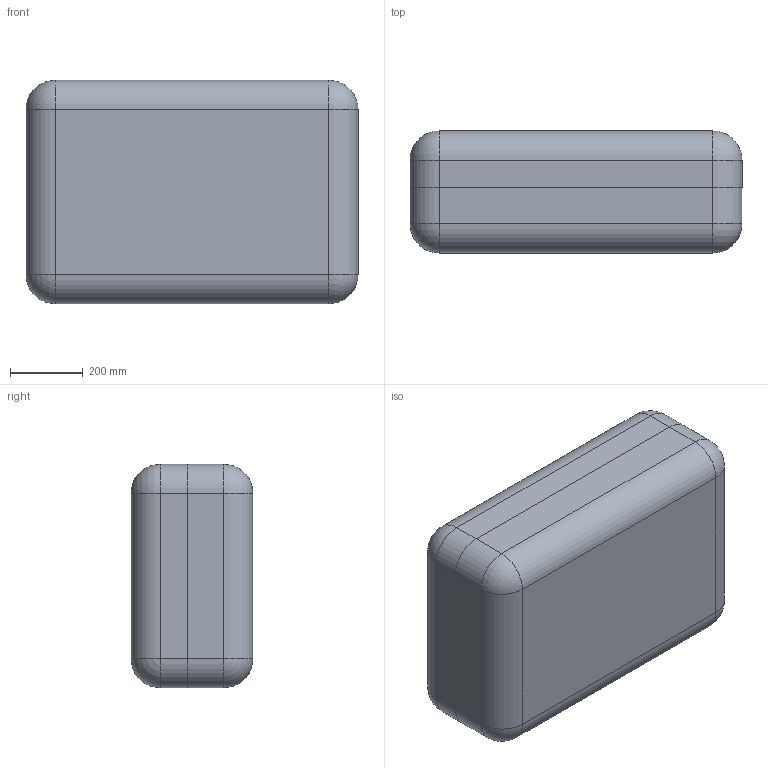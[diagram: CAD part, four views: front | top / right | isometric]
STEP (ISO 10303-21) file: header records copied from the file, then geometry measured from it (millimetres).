
FILE_DESCRIPTION (( 'STEP AP214' ), '1' );
FILE_NAME ('Òðàíñïîðòíûé êîíòåéíåð ÀÄÌÈÐÀË®ÏÐÎÔÅÑÑÈÎÍÀËÜÍÛÅ 158_óïðîùåííàÿ 3D-ìîäåëü.STEP', '2025-08-29T14:38:34', ( '' ), ( '' ), 'SwSTEP 2.0', 'SolidWorks 2021', '' );
FILE_SCHEMA (( 'AUTOMOTIVE_DESIGN' ));
Length unit declared in the file: millimetre
Products named in the file (3): Òðàíñïîðòíûé êîíòåéíåð ÀÄÌÈÐÀË®ÏÐÎÔÅÑÑÈÎÍÀËÜÍÛÅ 158_óïðîùåííàÿ 3D-ìîäåëü; Base 158 óïð; Lid 170(óïð)
Assembly tree (2 placements, depth 2):
  Òðàíñïîðòíûé êîíòåéíåð ÀÄÌÈÐÀË®ÏÐÎÔÅÑÑÈÎÍÀËÜÍÛÅ 158_óïðîùåííàÿ 3D-ìîäåëü
    Base 158 óïð
    Lid 170(óïð)
Bounding box: 909.63 x 333.84 x 612.45 mm (x, y, z)
Volume: 85969468.8 mm3; surface area: 4434538.5 mm2
Topology: 2 solids, 2 shells, 1600 faces, 3984 edges, 2316 vertices
Faces by surface type: cylinder 628, bspline 372, plane 320, torus 208, sphere 40, cone 32
Entity records: 65528 total; most frequent: CARTESIAN_POINT 30155, ORIENTED_EDGE 7832, DIRECTION 7078, EDGE_CURVE 3916, AXIS2_PLACEMENT_3D 2801, VERTEX_POINT 2316, EDGE_LOOP 1616, FACE_OUTER_BOUND 1600
